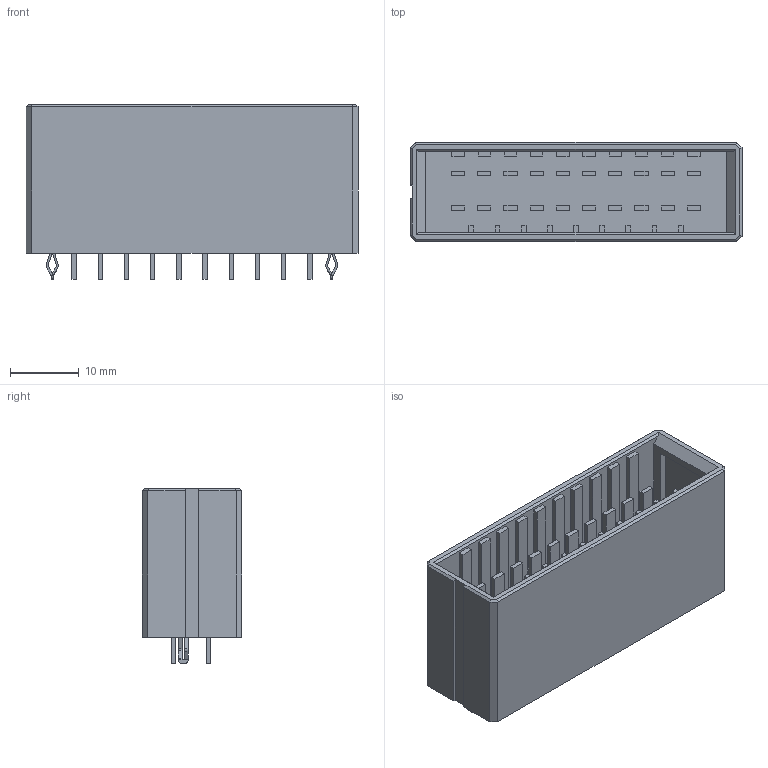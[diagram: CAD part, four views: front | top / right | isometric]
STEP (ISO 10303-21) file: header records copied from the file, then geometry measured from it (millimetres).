
FILE_DESCRIPTION((''),'2;1');
FILE_NAME('C-0178328-05-3','2007-09-06T',('workeradm'),('Tyco Electronics Corporation'),'PRO/ENGINEER BY PARAMETRIC TECHNOLOGY CORPORATION, 2005450','PRO/ENGINEER BY PARAMETRIC TECHNOLOGY CORPORATION, 2005450','');
FILE_SCHEMA(('CONFIG_CONTROL_DESIGN', 'GEOMETRIC_VALIDATION_PROPERTIES_MIM'));
Length unit declared in the file: millimetre
Products named in the file (1): C-0178328-05-3
Bounding box: 48.29 x 14.43 x 25.4 mm (x, y, z)
Volume: 6810.7 mm3; surface area: 7783.4 mm2
Topology: 1 solids, 1 shells, 376 faces, 985 edges, 652 vertices
Faces by surface type: plane 350, cylinder 26
Entity records: 11506 total; most frequent: CARTESIAN_POINT 2066, ORIENTED_EDGE 1970, DIRECTION 1769, EDGE_CURVE 985, VECTOR 929, LINE 929, VERTEX_POINT 652, EDGE_LOOP 421
